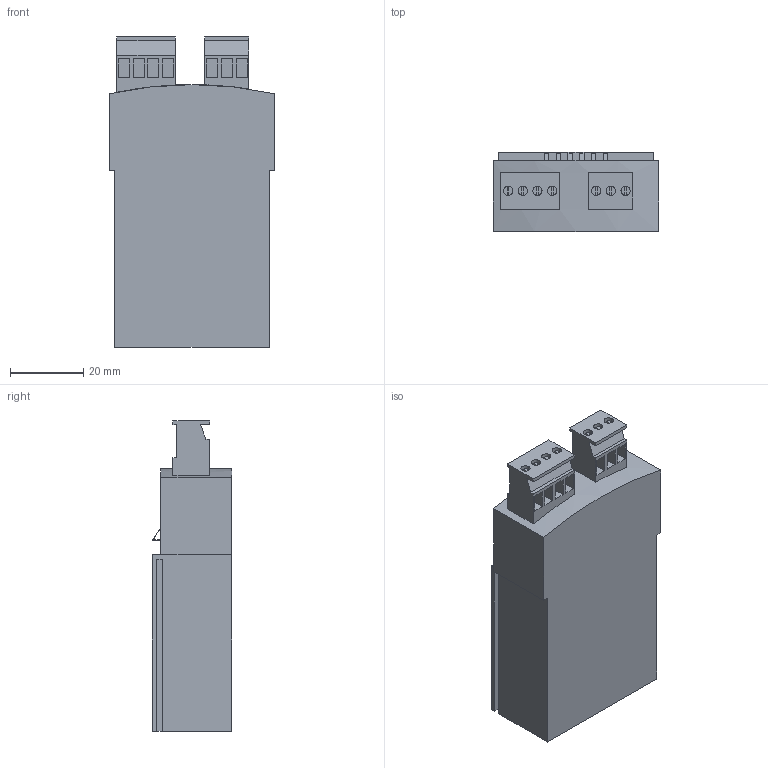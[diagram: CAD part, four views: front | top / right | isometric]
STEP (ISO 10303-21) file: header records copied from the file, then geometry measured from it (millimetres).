
FILE_DESCRIPTION((''),'2;1');
FILE_NAME('LUFV2','2017-12-14T',('SESA468396'),('Schneider-Electric'),'PRO/ENGINEER BY PARAMETRIC TECHNOLOGY CORPORATION, 2015440','PRO/ENGINEER BY PARAMETRIC TECHNOLOGY CORPORATION, 2015440','');
FILE_SCHEMA(('CONFIG_CONTROL_DESIGN'));
Length unit declared in the file: millimetre
Products named in the file (1): LUFV2
Bounding box: 45 x 21.6 x 84.5 mm (x, y, z)
Volume: 65529.7 mm3; surface area: 13664.1 mm2
Topology: 1 solids, 1 shells, 185 faces, 481 edges, 320 vertices
Faces by surface type: plane 158, cylinder 27
Entity records: 5687 total; most frequent: CARTESIAN_POINT 986, ORIENTED_EDGE 962, DIRECTION 937, EDGE_CURVE 481, VECTOR 395, LINE 395, VERTEX_POINT 320, AXIS2_PLACEMENT_3D 271
